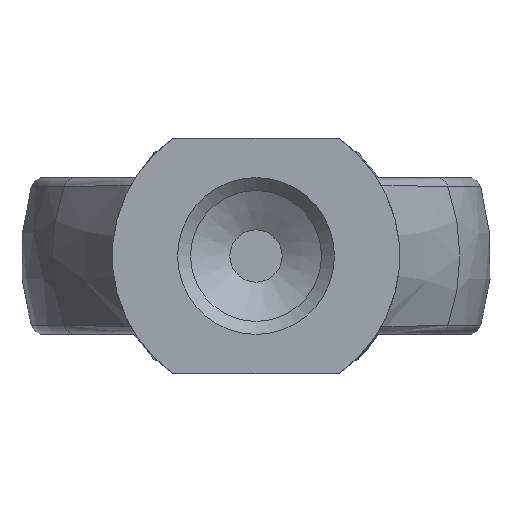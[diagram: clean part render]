
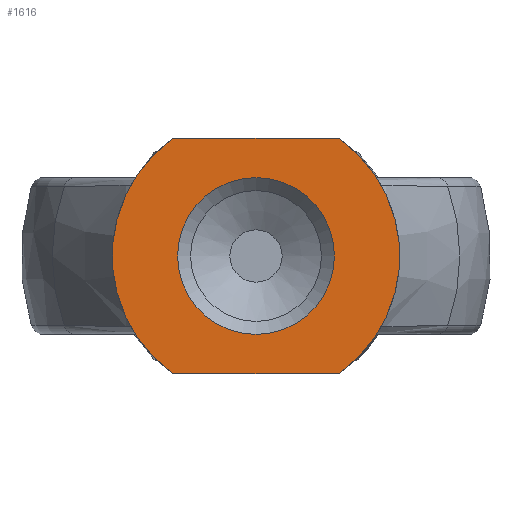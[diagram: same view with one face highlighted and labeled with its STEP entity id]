
A CAD part, front view. The second image highlights one B-rep face of the part: STEP entity #1616.
In plain terms, the highlighted planar face has unit normal (0, -1, 0).
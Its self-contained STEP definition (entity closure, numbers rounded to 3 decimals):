
#48 = ORIENTED_EDGE ( 'NONE', *, *, #344, .F. ) ;
#64 = ORIENTED_EDGE ( 'NONE', *, *, #2244, .T. ) ;
#96 = VERTEX_POINT ( 'NONE', #3055 ) ;
#315 = DIRECTION ( 'NONE',  ( 0., 0., -1. ) ) ;
#344 = EDGE_CURVE ( 'NONE', #2919, #2226, #878, .T. ) ;
#356 = DIRECTION ( 'NONE',  ( 0., -1., 0. ) ) ;
#600 = ORIENTED_EDGE ( 'NONE', *, *, #2954, .T. ) ;
#601 = CARTESIAN_POINT ( 'NONE',  ( -3.098, -27., 4.3 ) ) ;
#615 = CARTESIAN_POINT ( 'NONE',  ( 0., -27., 0. ) ) ;
#631 = DIRECTION ( 'NONE',  ( 0., 0., -1. ) ) ;
#679 = EDGE_CURVE ( 'NONE', #1653, #1896, #2653, .T. ) ;
#726 = CARTESIAN_POINT ( 'NONE',  ( -3.215, -27., -4.462 ) ) ;
#789 = EDGE_CURVE ( 'NONE', #2919, #1064, #2242, .T. ) ;
#804 = CARTESIAN_POINT ( 'NONE',  ( -9., -27., 4.5 ) ) ;
#878 = LINE ( 'NONE', #1108, #1661 ) ;
#905 = DIRECTION ( 'NONE',  ( 0., 0., -1. ) ) ;
#936 = DIRECTION ( 'NONE',  ( 0., -1., 0. ) ) ;
#979 = CARTESIAN_POINT ( 'NONE',  ( 3.098, -27., -4.3 ) ) ;
#1020 = CIRCLE ( 'NONE', #1078, 5.5 ) ;
#1064 = VERTEX_POINT ( 'NONE', #2952 ) ;
#1078 = AXIS2_PLACEMENT_3D ( 'NONE', #1679, #2450, #1207 ) ;
#1090 = AXIS2_PLACEMENT_3D ( 'NONE', #2574, #1105, #631 ) ;
#1105 = DIRECTION ( 'NONE',  ( 0., -1., 0. ) ) ;
#1108 = CARTESIAN_POINT ( 'NONE',  ( -9., -27., -4.5 ) ) ;
#1207 = DIRECTION ( 'NONE',  ( 0., 0., -1. ) ) ;
#1229 = VERTEX_POINT ( 'NONE', #2520 ) ;
#1321 = DIRECTION ( 'NONE',  ( 0., 0., -1. ) ) ;
#1335 = PLANE ( 'NONE',  #1090 ) ;
#1351 = DIRECTION ( 'NONE',  ( 0., 0., -1. ) ) ;
#1355 = CIRCLE ( 'NONE', #3058, 0.2 ) ;
#1382 = DIRECTION ( 'NONE',  ( 0., 1., 0. ) ) ;
#1449 = CARTESIAN_POINT ( 'NONE',  ( -3.098, -27., 4.5 ) ) ;
#1487 = LINE ( 'NONE', #804, #1714 ) ;
#1512 = CIRCLE ( 'NONE', #2505, 0.2 ) ;
#1554 = CARTESIAN_POINT ( 'NONE',  ( -3.098, -27., -4.5 ) ) ;
#1567 = DIRECTION ( 'NONE',  ( -1., 0., 0. ) ) ;
#1587 = ORIENTED_EDGE ( 'NONE', *, *, #2147, .F. ) ;
#1607 = CARTESIAN_POINT ( 'NONE',  ( -3.215, -27., 4.462 ) ) ;
#1616 = ADVANCED_FACE ( 'NONE', ( #2836, #2795 ), #1335, .T. ) ;
#1630 = CARTESIAN_POINT ( 'NONE',  ( -3.098, -27., -4.3 ) ) ;
#1653 = VERTEX_POINT ( 'NONE', #1607 ) ;
#1657 = EDGE_CURVE ( 'NONE', #2906, #1653, #2237, .T. ) ;
#1661 = VECTOR ( 'NONE', #1567, 1000. ) ;
#1674 = EDGE_LOOP ( 'NONE', ( #2793, #3022, #48, #2710, #600, #64, #1587, #3155 ) ) ;
#1679 = CARTESIAN_POINT ( 'NONE',  ( 0., -27., 0. ) ) ;
#1695 = EDGE_CURVE ( 'NONE', #2249, #2249, #1924, .T. ) ;
#1714 = VECTOR ( 'NONE', #2307, 1000. ) ;
#1773 = EDGE_LOOP ( 'NONE', ( #1984 ) ) ;
#1823 = AXIS2_PLACEMENT_3D ( 'NONE', #2408, #3129, #905 ) ;
#1896 = VERTEX_POINT ( 'NONE', #726 ) ;
#1924 = CIRCLE ( 'NONE', #2552, 3. ) ;
#1933 = DIRECTION ( 'NONE',  ( 0., 0., -1. ) ) ;
#1984 = ORIENTED_EDGE ( 'NONE', *, *, #1695, .T. ) ;
#2085 = AXIS2_PLACEMENT_3D ( 'NONE', #979, #936, #1933 ) ;
#2147 = EDGE_CURVE ( 'NONE', #2906, #96, #1487, .T. ) ;
#2157 = DIRECTION ( 'NONE',  ( 0., 0., -1. ) ) ;
#2188 = AXIS2_PLACEMENT_3D ( 'NONE', #601, #356, #1321 ) ;
#2226 = VERTEX_POINT ( 'NONE', #1554 ) ;
#2237 = CIRCLE ( 'NONE', #2188, 0.2 ) ;
#2242 = CIRCLE ( 'NONE', #2085, 0.2 ) ;
#2244 = EDGE_CURVE ( 'NONE', #1229, #96, #1512, .T. ) ;
#2249 = VERTEX_POINT ( 'NONE', #2777 ) ;
#2289 = DIRECTION ( 'NONE',  ( 0., -1., 0. ) ) ;
#2307 = DIRECTION ( 'NONE',  ( 1., 0., 0. ) ) ;
#2408 = CARTESIAN_POINT ( 'NONE',  ( 0., -27., 0. ) ) ;
#2450 = DIRECTION ( 'NONE',  ( 0., -1., 0. ) ) ;
#2505 = AXIS2_PLACEMENT_3D ( 'NONE', #2549, #2289, #315 ) ;
#2520 = CARTESIAN_POINT ( 'NONE',  ( 3.215, -27., 4.462 ) ) ;
#2549 = CARTESIAN_POINT ( 'NONE',  ( 3.098, -27., 4.3 ) ) ;
#2552 = AXIS2_PLACEMENT_3D ( 'NONE', #615, #1382, #1351 ) ;
#2574 = CARTESIAN_POINT ( 'NONE',  ( 0., -27., 0. ) ) ;
#2653 = CIRCLE ( 'NONE', #1823, 5.5 ) ;
#2710 = ORIENTED_EDGE ( 'NONE', *, *, #789, .T. ) ;
#2716 = CARTESIAN_POINT ( 'NONE',  ( 3.098, -27., -4.5 ) ) ;
#2773 = EDGE_CURVE ( 'NONE', #1896, #2226, #1355, .T. ) ;
#2777 = CARTESIAN_POINT ( 'NONE',  ( 0., -27., -3. ) ) ;
#2793 = ORIENTED_EDGE ( 'NONE', *, *, #679, .T. ) ;
#2795 = FACE_OUTER_BOUND ( 'NONE', #1674, .T. ) ;
#2836 = FACE_BOUND ( 'NONE', #1773, .T. ) ;
#2854 = DIRECTION ( 'NONE',  ( 0., -1., 0. ) ) ;
#2906 = VERTEX_POINT ( 'NONE', #1449 ) ;
#2919 = VERTEX_POINT ( 'NONE', #2716 ) ;
#2952 = CARTESIAN_POINT ( 'NONE',  ( 3.215, -27., -4.462 ) ) ;
#2954 = EDGE_CURVE ( 'NONE', #1064, #1229, #1020, .T. ) ;
#3022 = ORIENTED_EDGE ( 'NONE', *, *, #2773, .T. ) ;
#3055 = CARTESIAN_POINT ( 'NONE',  ( 3.098, -27., 4.5 ) ) ;
#3058 = AXIS2_PLACEMENT_3D ( 'NONE', #1630, #2854, #2157 ) ;
#3129 = DIRECTION ( 'NONE',  ( 0., -1., 0. ) ) ;
#3155 = ORIENTED_EDGE ( 'NONE', *, *, #1657, .T. ) ;
